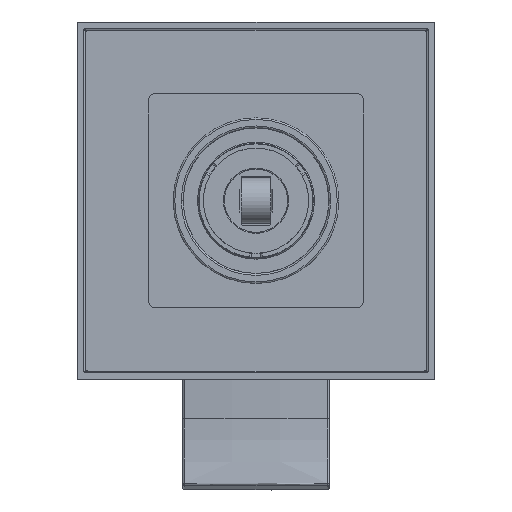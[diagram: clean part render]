
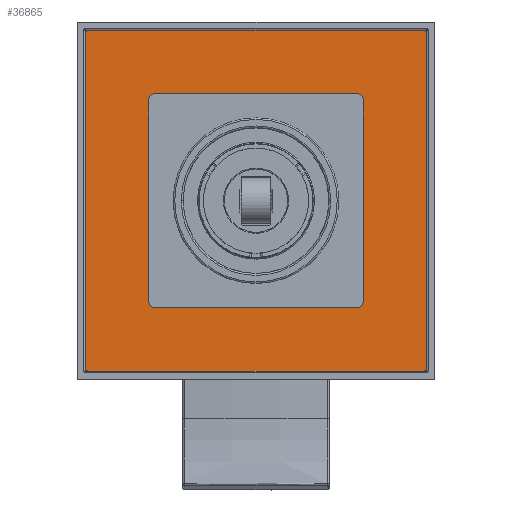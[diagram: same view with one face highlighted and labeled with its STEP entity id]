
A CAD part, front view. The second image highlights one B-rep face of the part: STEP entity #36865.
In plain terms, the highlighted planar face has unit normal (0, -1, 0).
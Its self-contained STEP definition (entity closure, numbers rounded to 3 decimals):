
#35821=CARTESIAN_POINT('',(51.5,43.5,51.5));
#35822=DIRECTION('',(0.,-1.,0.));
#35823=DIRECTION('',(1.,0.,0.));
#35824=AXIS2_PLACEMENT_3D('',#35821,#35822,#35823);
#35826=DIRECTION('',(0.,0.,-1.));
#35827=VECTOR('',#35826,103.);
#35828=CARTESIAN_POINT('',(52.5,43.5,51.5));
#35829=LINE('',#35828,#35827);
#35830=CARTESIAN_POINT('',(51.5,43.5,-51.5));
#35831=DIRECTION('',(0.,-1.,0.));
#35832=DIRECTION('',(0.,0.,-1.));
#35833=AXIS2_PLACEMENT_3D('',#35830,#35831,#35832);
#35835=DIRECTION('',(-1.,0.,0.));
#35836=VECTOR('',#35835,103.);
#35837=CARTESIAN_POINT('',(51.5,43.5,-52.5));
#35838=LINE('',#35837,#35836);
#35839=CARTESIAN_POINT('',(-51.5,43.5,-51.5));
#35840=DIRECTION('',(0.,-1.,0.));
#35841=DIRECTION('',(-1.,0.,0.));
#35842=AXIS2_PLACEMENT_3D('',#35839,#35840,#35841);
#35844=DIRECTION('',(0.,0.,1.));
#35845=VECTOR('',#35844,103.);
#35846=CARTESIAN_POINT('',(-52.5,43.5,-51.5));
#35847=LINE('',#35846,#35845);
#35848=CARTESIAN_POINT('',(-51.5,43.5,51.5));
#35849=DIRECTION('',(0.,-1.,0.));
#35850=DIRECTION('',(0.,0.,1.));
#35851=AXIS2_PLACEMENT_3D('',#35848,#35849,#35850);
#35853=DIRECTION('',(1.,0.,0.));
#35854=VECTOR('',#35853,103.);
#35855=CARTESIAN_POINT('',(-51.5,43.5,52.5));
#35856=LINE('',#35855,#35854);
#35857=DIRECTION('',(1.,0.,0.));
#35858=VECTOR('',#35857,62.);
#35859=CARTESIAN_POINT('',(-31.,43.5,-33.));
#35860=LINE('',#35859,#35858);
#35861=DIRECTION('',(0.,0.,1.));
#35862=VECTOR('',#35861,62.);
#35863=CARTESIAN_POINT('',(33.,43.5,-31.));
#35864=LINE('',#35863,#35862);
#35865=DIRECTION('',(-1.,0.,0.));
#35866=VECTOR('',#35865,62.);
#35867=CARTESIAN_POINT('',(31.,43.5,33.));
#35868=LINE('',#35867,#35866);
#35869=DIRECTION('',(0.,0.,-1.));
#35870=VECTOR('',#35869,62.);
#35871=CARTESIAN_POINT('',(-33.,43.5,31.));
#35872=LINE('',#35871,#35870);
#36490=CARTESIAN_POINT('',(-31.,43.5,31.));
#36491=DIRECTION('',(0.,1.,0.));
#36492=DIRECTION('',(-1.,0.,0.));
#36493=AXIS2_PLACEMENT_3D('',#36490,#36491,#36492);
#36503=CARTESIAN_POINT('',(-31.,43.5,-31.));
#36504=DIRECTION('',(0.,1.,0.));
#36505=DIRECTION('',(0.,0.,-1.));
#36506=AXIS2_PLACEMENT_3D('',#36503,#36504,#36505);
#36516=CARTESIAN_POINT('',(31.,43.5,-31.));
#36517=DIRECTION('',(0.,1.,0.));
#36518=DIRECTION('',(1.,0.,0.));
#36519=AXIS2_PLACEMENT_3D('',#36516,#36517,#36518);
#36529=CARTESIAN_POINT('',(31.,43.5,31.));
#36530=DIRECTION('',(0.,1.,0.));
#36531=DIRECTION('',(0.,0.,1.));
#36532=AXIS2_PLACEMENT_3D('',#36529,#36530,#36531);
#36667=CARTESIAN_POINT('',(31.,43.5,33.));
#36668=CARTESIAN_POINT('',(-31.,43.5,33.));
#36669=VERTEX_POINT('',#36667);
#36670=VERTEX_POINT('',#36668);
#36671=CARTESIAN_POINT('',(-33.,43.5,31.));
#36672=CARTESIAN_POINT('',(-33.,43.5,-31.));
#36673=VERTEX_POINT('',#36671);
#36674=VERTEX_POINT('',#36672);
#36675=CARTESIAN_POINT('',(-31.,43.5,-33.));
#36676=CARTESIAN_POINT('',(31.,43.5,-33.));
#36677=VERTEX_POINT('',#36675);
#36678=VERTEX_POINT('',#36676);
#36679=CARTESIAN_POINT('',(33.,43.5,-31.));
#36680=CARTESIAN_POINT('',(33.,43.5,31.));
#36681=VERTEX_POINT('',#36679);
#36682=VERTEX_POINT('',#36680);
#36683=CARTESIAN_POINT('',(52.5,43.5,51.5));
#36684=CARTESIAN_POINT('',(51.5,43.5,52.5));
#36685=VERTEX_POINT('',#36683);
#36686=VERTEX_POINT('',#36684);
#36687=CARTESIAN_POINT('',(-51.5,43.5,52.5));
#36688=CARTESIAN_POINT('',(-52.5,43.5,51.5));
#36689=VERTEX_POINT('',#36687);
#36690=VERTEX_POINT('',#36688);
#36691=CARTESIAN_POINT('',(-52.5,43.5,-51.5));
#36692=CARTESIAN_POINT('',(-51.5,43.5,-52.5));
#36693=VERTEX_POINT('',#36691);
#36694=VERTEX_POINT('',#36692);
#36695=CARTESIAN_POINT('',(51.5,43.5,-52.5));
#36696=CARTESIAN_POINT('',(52.5,43.5,-51.5));
#36697=VERTEX_POINT('',#36695);
#36698=VERTEX_POINT('',#36696);
#36826=CARTESIAN_POINT('',(0.,43.5,0.));
#36827=DIRECTION('',(0.,1.,0.));
#36828=DIRECTION('',(-1.,0.,0.));
#36829=AXIS2_PLACEMENT_3D('',#36826,#36827,#36828);
#36830=PLANE('',#36829);
#36831=ORIENTED_EDGE('',*,*,#36812,.F.);
#36832=ORIENTED_EDGE('',*,*,#36740,.T.);
#36834=ORIENTED_EDGE('',*,*,#36833,.F.);
#36836=ORIENTED_EDGE('',*,*,#36835,.T.);
#36838=ORIENTED_EDGE('',*,*,#36837,.F.);
#36840=ORIENTED_EDGE('',*,*,#36839,.T.);
#36842=ORIENTED_EDGE('',*,*,#36841,.F.);
#36844=ORIENTED_EDGE('',*,*,#36843,.T.);
#36845=EDGE_LOOP('',(#36831,#36832,#36834,#36836,#36838,#36840,#36842,#36844));
#36846=FACE_OUTER_BOUND('',#36845,.F.);
#36848=ORIENTED_EDGE('',*,*,#36847,.T.);
#36850=ORIENTED_EDGE('',*,*,#36849,.F.);
#36852=ORIENTED_EDGE('',*,*,#36851,.T.);
#36854=ORIENTED_EDGE('',*,*,#36853,.F.);
#36856=ORIENTED_EDGE('',*,*,#36855,.T.);
#36858=ORIENTED_EDGE('',*,*,#36857,.F.);
#36860=ORIENTED_EDGE('',*,*,#36859,.T.);
#36862=ORIENTED_EDGE('',*,*,#36861,.F.);
#36863=EDGE_LOOP('',(#36848,#36850,#36852,#36854,#36856,#36858,#36860,#36862));
#36864=FACE_BOUND('',#36863,.F.);
#36865=ADVANCED_FACE('',(#36846,#36864),#36830,.F.);
#35825=CIRCLE('',#35824,1.);
#35834=CIRCLE('',#35833,1.);
#35843=CIRCLE('',#35842,1.);
#35852=CIRCLE('',#35851,1.);
#36494=CIRCLE('',#36493,2.);
#36507=CIRCLE('',#36506,2.);
#36520=CIRCLE('',#36519,2.);
#36533=CIRCLE('',#36532,2.);
#36740=EDGE_CURVE('',#36685,#36698,#35829,.T.);
#36812=EDGE_CURVE('',#36685,#36686,#35825,.T.);
#36833=EDGE_CURVE('',#36697,#36698,#35834,.T.);
#36835=EDGE_CURVE('',#36697,#36694,#35838,.T.);
#36837=EDGE_CURVE('',#36693,#36694,#35843,.T.);
#36839=EDGE_CURVE('',#36693,#36690,#35847,.T.);
#36841=EDGE_CURVE('',#36689,#36690,#35852,.T.);
#36843=EDGE_CURVE('',#36689,#36686,#35856,.T.);
#36847=EDGE_CURVE('',#36677,#36678,#35860,.T.);
#36849=EDGE_CURVE('',#36681,#36678,#36520,.T.);
#36851=EDGE_CURVE('',#36681,#36682,#35864,.T.);
#36853=EDGE_CURVE('',#36669,#36682,#36533,.T.);
#36855=EDGE_CURVE('',#36669,#36670,#35868,.T.);
#36857=EDGE_CURVE('',#36673,#36670,#36494,.T.);
#36859=EDGE_CURVE('',#36673,#36674,#35872,.T.);
#36861=EDGE_CURVE('',#36677,#36674,#36507,.T.);
